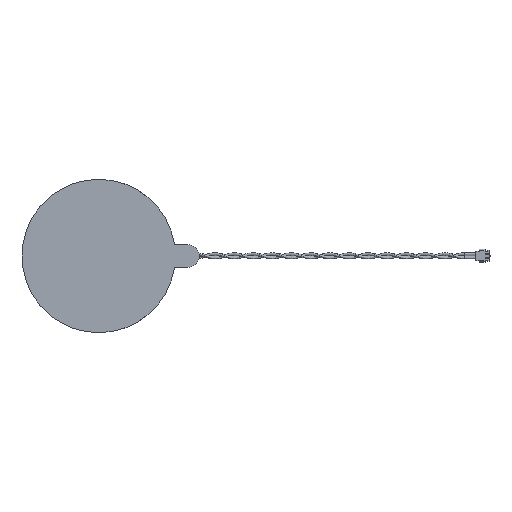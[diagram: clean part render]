
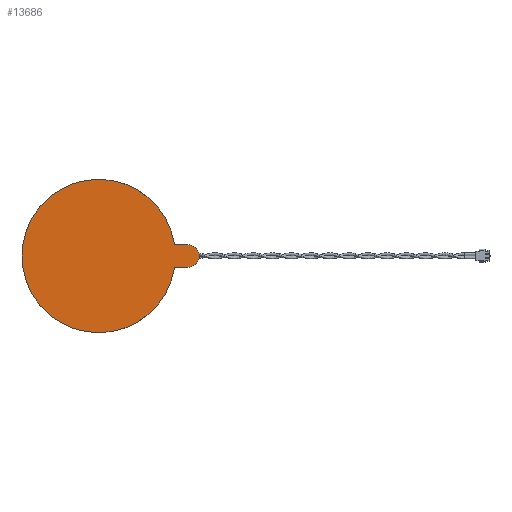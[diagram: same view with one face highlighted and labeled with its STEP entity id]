
A CAD part, top view. The second image highlights one B-rep face of the part: STEP entity #13686.
In plain terms, the highlighted planar face has unit normal (0, 0, 1).
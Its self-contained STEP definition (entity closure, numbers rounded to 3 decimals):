
#428 = EDGE_CURVE ( 'NONE', #17355, #23556, #3853, .T. ) ;
#1214 = CARTESIAN_POINT ( 'NONE',  ( 70.225, 56.036, 0.34 ) ) ;
#1555 = DIRECTION ( 'NONE',  ( 0., 1., 0. ) ) ;
#1922 = ORIENTED_EDGE ( 'NONE', *, *, #23702, .F. ) ;
#2361 = CARTESIAN_POINT ( 'NONE',  ( 70.226, 56.539, 0.34 ) ) ;
#2403 = CIRCLE ( 'NONE', #5219, 20. ) ;
#2527 = AXIS2_PLACEMENT_3D ( 'NONE', #21480, #15644, #4017 ) ;
#2828 = DIRECTION ( 'NONE',  ( 0., 0., 1. ) ) ;
#3259 = LINE ( 'NONE', #14891, #8497 ) ;
#3853 = CIRCLE ( 'NONE', #5870, 3. ) ;
#4017 = DIRECTION ( 'NONE',  ( 0., 1., 0. ) ) ;
#4062 = ORIENTED_EDGE ( 'NONE', *, *, #21610, .F. ) ;
#4089 = ORIENTED_EDGE ( 'NONE', *, *, #9770, .F. ) ;
#4263 = AXIS2_PLACEMENT_3D ( 'NONE', #21828, #2828, #12206 ) ;
#5219 = AXIS2_PLACEMENT_3D ( 'NONE', #18483, #22453, #1555 ) ;
#5307 = VERTEX_POINT ( 'NONE', #9771 ) ;
#5625 = LINE ( 'NONE', #11559, #13764 ) ;
#5870 = AXIS2_PLACEMENT_3D ( 'NONE', #13159, #13290, #7573 ) ;
#5903 = EDGE_LOOP ( 'NONE', ( #4089, #14659, #13817, #1922, #24889, #20338, #4062 ) ) ;
#6277 = DIRECTION ( 'NONE',  ( 0., 1., 0. ) ) ;
#6495 = EDGE_CURVE ( 'NONE', #17355, #13979, #5625, .T. ) ;
#6550 = CARTESIAN_POINT ( 'NONE',  ( 70.223, 50.036, 0.34 ) ) ;
#7499 = DIRECTION ( 'NONE',  ( -1., 0., 0. ) ) ;
#7573 = DIRECTION ( 'NONE',  ( 0., 1., 0. ) ) ;
#7971 = EDGE_CURVE ( 'NONE', #5307, #12818, #24254, .T. ) ;
#8497 = VECTOR ( 'NONE', #24130, 1000. ) ;
#9770 = EDGE_CURVE ( 'NONE', #12818, #10668, #18705, .T. ) ;
#9771 = CARTESIAN_POINT ( 'NONE',  ( 30.024, 53.036, 0.34 ) ) ;
#10027 = DIRECTION ( 'NONE',  ( 0., 0., 1. ) ) ;
#10668 = VERTEX_POINT ( 'NONE', #1214 ) ;
#11111 = CIRCLE ( 'NONE', #4263, 0.497 ) ;
#11221 = FACE_OUTER_BOUND ( 'NONE', #5903, .T. ) ;
#11559 = CARTESIAN_POINT ( 'NONE',  ( 73.298, 50.036, 0.34 ) ) ;
#11734 = CARTESIAN_POINT ( 'NONE',  ( 69.73, 56.452, 0.34 ) ) ;
#12206 = DIRECTION ( 'NONE',  ( 0., 1., 0. ) ) ;
#12818 = VERTEX_POINT ( 'NONE', #11734 ) ;
#13159 = CARTESIAN_POINT ( 'NONE',  ( 73.298, 53.036, 0.34 ) ) ;
#13290 = DIRECTION ( 'NONE',  ( 0., 0., 1. ) ) ;
#13686 = ADVANCED_FACE ( 'NONE', ( #11221 ), #20851, .F. ) ;
#13764 = VECTOR ( 'NONE', #7499, 1000. ) ;
#13817 = ORIENTED_EDGE ( 'NONE', *, *, #15429, .F. ) ;
#13979 = VERTEX_POINT ( 'NONE', #6550 ) ;
#14659 = ORIENTED_EDGE ( 'NONE', *, *, #7971, .F. ) ;
#14891 = CARTESIAN_POINT ( 'NONE',  ( 70.225, 56.036, 0.34 ) ) ;
#14991 = AXIS2_PLACEMENT_3D ( 'NONE', #24759, #17161, #24883 ) ;
#15429 = EDGE_CURVE ( 'NONE', #24227, #5307, #2403, .T. ) ;
#15644 = DIRECTION ( 'NONE',  ( 0., 0., -1. ) ) ;
#17161 = DIRECTION ( 'NONE',  ( 0., 0., -1. ) ) ;
#17355 = VERTEX_POINT ( 'NONE', #18716 ) ;
#17611 = CARTESIAN_POINT ( 'NONE',  ( 73.298, 56.036, 0.34 ) ) ;
#18483 = CARTESIAN_POINT ( 'NONE',  ( 50.024, 53.036, 0.34 ) ) ;
#18705 = CIRCLE ( 'NONE', #21981, 0.504 ) ;
#18716 = CARTESIAN_POINT ( 'NONE',  ( 73.298, 50.036, 0.34 ) ) ;
#20338 = ORIENTED_EDGE ( 'NONE', *, *, #428, .T. ) ;
#20851 = PLANE ( 'NONE',  #14991 ) ;
#21480 = CARTESIAN_POINT ( 'NONE',  ( 50.024, 53.035, 0.34 ) ) ;
#21610 = EDGE_CURVE ( 'NONE', #10668, #23556, #3259, .T. ) ;
#21828 = CARTESIAN_POINT ( 'NONE',  ( 70.221, 49.538, 0.34 ) ) ;
#21981 = AXIS2_PLACEMENT_3D ( 'NONE', #2361, #10027, #6277 ) ;
#22453 = DIRECTION ( 'NONE',  ( 0., 0., -1. ) ) ;
#23556 = VERTEX_POINT ( 'NONE', #17611 ) ;
#23702 = EDGE_CURVE ( 'NONE', #13979, #24227, #11111, .T. ) ;
#24130 = DIRECTION ( 'NONE',  ( 1., 0., 0. ) ) ;
#24166 = CARTESIAN_POINT ( 'NONE',  ( 69.731, 49.621, 0.34 ) ) ;
#24227 = VERTEX_POINT ( 'NONE', #24166 ) ;
#24254 = CIRCLE ( 'NONE', #2527, 20. ) ;
#24759 = CARTESIAN_POINT ( 'NONE',  ( 70.226, 56.539, 0.34 ) ) ;
#24883 = DIRECTION ( 'NONE',  ( 0., 1., 0. ) ) ;
#24889 = ORIENTED_EDGE ( 'NONE', *, *, #6495, .F. ) ;
